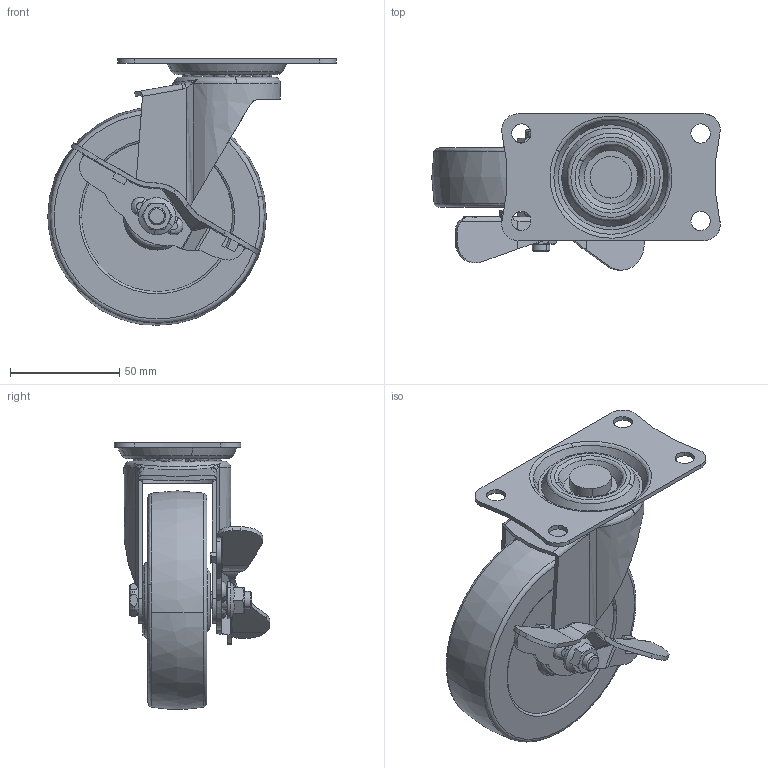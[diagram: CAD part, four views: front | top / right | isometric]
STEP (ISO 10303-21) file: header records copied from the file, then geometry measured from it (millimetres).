
FILE_DESCRIPTION((''),'2;1');
FILE_NAME('','2006-01-18T10:41:49',(''),(''),'','CADfix','');
FILE_SCHEMA(('AUTOMOTIVE_DESIGN'));
Length unit declared in the file: millimetre
Products named in the file (7): lever; wheel; mounting plate; main shaft; body; axle; 315E_R100_10355_36
Assembly tree (6 placements, depth 2):
  315E_R100_10355_36
    lever
    wheel
    mounting plate
    main shaft
    body
    axle
Bounding box: 132 x 71.38 x 121.89 mm (x, y, z)
Volume: 250848 mm3; surface area: 66284.5 mm2
Topology: 6 solids, 6 shells, 405 faces, 1260 edges, 893 vertices
Faces by surface type: bspline 405
Entity records: 24509 total; most frequent: CARTESIAN_POINT 16985, ORIENTED_EDGE 2510, EDGE_CURVE 1255, VERTEX_POINT 893, B_SPLINE_CURVE_WITH_KNOTS 891, EDGE_LOOP 460, FACE_OUTER_BOUND 405, ADVANCED_FACE 405
